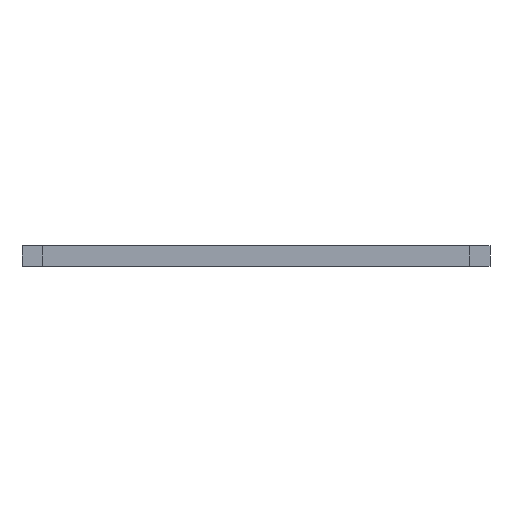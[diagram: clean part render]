
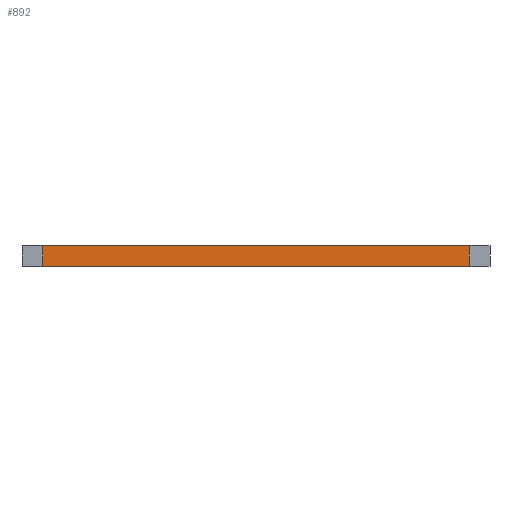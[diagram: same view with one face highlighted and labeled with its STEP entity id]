
A CAD part, left-side view. The second image highlights one B-rep face of the part: STEP entity #892.
In plain terms, the highlighted planar face has unit normal (-1, 0, 0).
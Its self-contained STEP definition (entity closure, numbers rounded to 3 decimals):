
#54 = DIRECTION ( 'NONE',  ( 0., 0., -1. ) ) ;
#121 = VECTOR ( 'NONE', #930, 1000. ) ;
#156 = LINE ( 'NONE', #2124, #1427 ) ;
#259 = DIRECTION ( 'NONE',  ( 1., 0., 0. ) ) ;
#758 = CARTESIAN_POINT ( 'NONE',  ( -45., 41., 0. ) ) ;
#785 = ORIENTED_EDGE ( 'NONE', *, *, #1543, .T. ) ;
#800 = AXIS2_PLACEMENT_3D ( 'NONE', #2362, #259, #2152 ) ;
#892 = ADVANCED_FACE ( 'NONE', ( #1023 ), #1458, .F. ) ;
#909 = LINE ( 'NONE', #2011, #2258 ) ;
#930 = DIRECTION ( 'NONE',  ( 0., -1., 0. ) ) ;
#954 = ORIENTED_EDGE ( 'NONE', *, *, #1457, .F. ) ;
#976 = VERTEX_POINT ( 'NONE', #1302 ) ;
#1023 = FACE_OUTER_BOUND ( 'NONE', #2358, .T. ) ;
#1061 = LINE ( 'NONE', #1803, #1197 ) ;
#1116 = LINE ( 'NONE', #2399, #121 ) ;
#1197 = VECTOR ( 'NONE', #1831, 1000. ) ;
#1302 = CARTESIAN_POINT ( 'NONE',  ( -45., -41., 4. ) ) ;
#1364 = EDGE_CURVE ( 'NONE', #1383, #976, #909, .T. ) ;
#1383 = VERTEX_POINT ( 'NONE', #2407 ) ;
#1427 = VECTOR ( 'NONE', #54, 1000. ) ;
#1457 = EDGE_CURVE ( 'NONE', #976, #1750, #1061, .T. ) ;
#1458 = PLANE ( 'NONE',  #800 ) ;
#1500 = ORIENTED_EDGE ( 'NONE', *, *, #1364, .F. ) ;
#1543 = EDGE_CURVE ( 'NONE', #2293, #1750, #1116, .T. ) ;
#1630 = DIRECTION ( 'NONE',  ( 0., -1., 0. ) ) ;
#1750 = VERTEX_POINT ( 'NONE', #1806 ) ;
#1803 = CARTESIAN_POINT ( 'NONE',  ( -45., -41., 4. ) ) ;
#1806 = CARTESIAN_POINT ( 'NONE',  ( -45., -41., 0. ) ) ;
#1831 = DIRECTION ( 'NONE',  ( 0., 0., -1. ) ) ;
#1863 = EDGE_CURVE ( 'NONE', #1383, #2293, #156, .T. ) ;
#1946 = ORIENTED_EDGE ( 'NONE', *, *, #1863, .T. ) ;
#2011 = CARTESIAN_POINT ( 'NONE',  ( -45., 41., 4. ) ) ;
#2124 = CARTESIAN_POINT ( 'NONE',  ( -45., 41., 4. ) ) ;
#2152 = DIRECTION ( 'NONE',  ( 0., 1., 0. ) ) ;
#2258 = VECTOR ( 'NONE', #1630, 1000. ) ;
#2293 = VERTEX_POINT ( 'NONE', #758 ) ;
#2358 = EDGE_LOOP ( 'NONE', ( #785, #954, #1500, #1946 ) ) ;
#2362 = CARTESIAN_POINT ( 'NONE',  ( -45., 41., 4. ) ) ;
#2399 = CARTESIAN_POINT ( 'NONE',  ( -45., 41., 0. ) ) ;
#2407 = CARTESIAN_POINT ( 'NONE',  ( -45., 41., 4. ) ) ;
